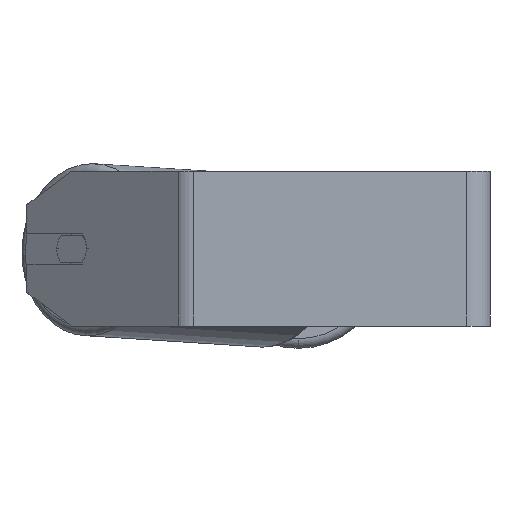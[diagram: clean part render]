
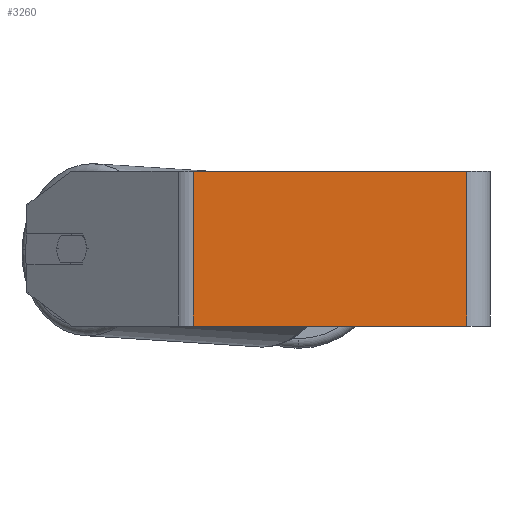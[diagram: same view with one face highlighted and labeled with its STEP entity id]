
A CAD part, left-side view. The second image highlights one B-rep face of the part: STEP entity #3260.
In plain terms, the highlighted planar face has unit normal (-1, 0, 0).
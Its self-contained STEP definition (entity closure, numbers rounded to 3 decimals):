
#93 = CARTESIAN_POINT ( 'NONE',  ( -285., 153.24, 40. ) ) ;
#192 = VERTEX_POINT ( 'NONE', #5396 ) ;
#212 = LINE ( 'NONE', #4300, #7978 ) ;
#684 = ORIENTED_EDGE ( 'NONE', *, *, #3272, .T. ) ;
#807 = EDGE_LOOP ( 'NONE', ( #684, #5852, #5457, #2792 ) ) ;
#1245 = VERTEX_POINT ( 'NONE', #2847 ) ;
#1635 = LINE ( 'NONE', #4217, #5845 ) ;
#2024 = VERTEX_POINT ( 'NONE', #6167 ) ;
#2792 = ORIENTED_EDGE ( 'NONE', *, *, #3153, .T. ) ;
#2847 = CARTESIAN_POINT ( 'NONE',  ( -285., 153.24, -40. ) ) ;
#3010 = PLANE ( 'NONE',  #6556 ) ;
#3153 = EDGE_CURVE ( 'NONE', #192, #1245, #6699, .T. ) ;
#3260 = ADVANCED_FACE ( 'NONE', ( #3594 ), #3010, .F. ) ;
#3272 = EDGE_CURVE ( 'NONE', #1245, #2024, #1635, .T. ) ;
#3435 = VECTOR ( 'NONE', #4799, 1000. ) ;
#3594 = FACE_OUTER_BOUND ( 'NONE', #807, .T. ) ;
#3826 = CARTESIAN_POINT ( 'NONE',  ( -285., 157.607, 40. ) ) ;
#4217 = CARTESIAN_POINT ( 'NONE',  ( -285., 157.607, -40. ) ) ;
#4300 = CARTESIAN_POINT ( 'NONE',  ( -285., 12., 40. ) ) ;
#4308 = DIRECTION ( 'NONE',  ( 0., 0., -1. ) ) ;
#4799 = DIRECTION ( 'NONE',  ( 0., 0., -1. ) ) ;
#5035 = EDGE_CURVE ( 'NONE', #8057, #2024, #212, .T. ) ;
#5396 = CARTESIAN_POINT ( 'NONE',  ( -285., 153.24, 40. ) ) ;
#5457 = ORIENTED_EDGE ( 'NONE', *, *, #7112, .F. ) ;
#5678 = CARTESIAN_POINT ( 'NONE',  ( -285., 157.607, 40. ) ) ;
#5728 = DIRECTION ( 'NONE',  ( 1., 0., 0. ) ) ;
#5771 = DIRECTION ( 'NONE',  ( 0., 0., -1. ) ) ;
#5845 = VECTOR ( 'NONE', #7001, 1000. ) ;
#5852 = ORIENTED_EDGE ( 'NONE', *, *, #5035, .F. ) ;
#5917 = LINE ( 'NONE', #3826, #8152 ) ;
#6167 = CARTESIAN_POINT ( 'NONE',  ( -285., 12., -40. ) ) ;
#6556 = AXIS2_PLACEMENT_3D ( 'NONE', #5678, #5728, #4308 ) ;
#6699 = LINE ( 'NONE', #93, #3435 ) ;
#7001 = DIRECTION ( 'NONE',  ( 0., -1., 0. ) ) ;
#7112 = EDGE_CURVE ( 'NONE', #192, #8057, #5917, .T. ) ;
#7633 = CARTESIAN_POINT ( 'NONE',  ( -285., 12., 40. ) ) ;
#7978 = VECTOR ( 'NONE', #5771, 1000. ) ;
#8057 = VERTEX_POINT ( 'NONE', #7633 ) ;
#8152 = VECTOR ( 'NONE', #8561, 1000. ) ;
#8561 = DIRECTION ( 'NONE',  ( 0., -1., 0. ) ) ;
